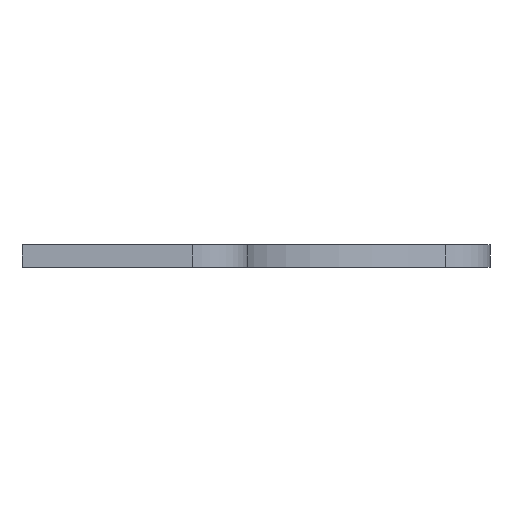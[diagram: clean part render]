
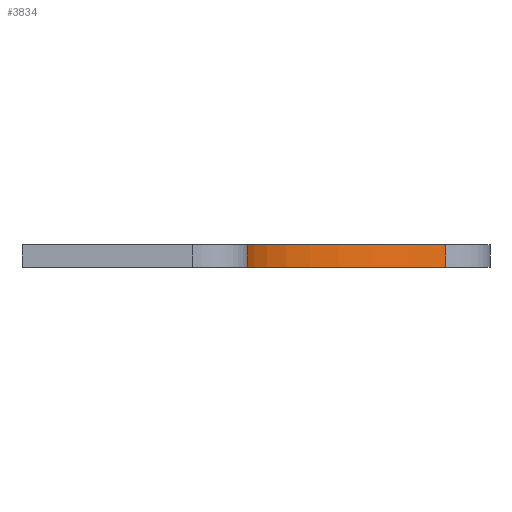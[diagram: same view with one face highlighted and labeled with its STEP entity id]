
A CAD part, front view. The second image highlights one B-rep face of the part: STEP entity #3834.
In plain terms, the highlighted cylindrical face has radius 45.191 mm (diameter 90.381 mm), a partial arc.
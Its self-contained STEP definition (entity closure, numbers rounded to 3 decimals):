
#21 = EDGE_CURVE ( 'NONE', #2102, #1325, #4181, .T. ) ;
#147 = DIRECTION ( 'NONE',  ( 0., 0., 1. ) ) ;
#289 = CARTESIAN_POINT ( 'NONE',  ( 116.981, -89.123, 0. ) ) ;
#475 = VECTOR ( 'NONE', #4294, 1000. ) ;
#518 = DIRECTION ( 'NONE',  ( 1., 0., 0. ) ) ;
#526 = CARTESIAN_POINT ( 'NONE',  ( 80.942, -129.176, 0. ) ) ;
#594 = VECTOR ( 'NONE', #3443, 1000. ) ;
#693 = CARTESIAN_POINT ( 'NONE',  ( 80.942, -129.176, 4. ) ) ;
#987 = EDGE_CURVE ( 'NONE', #2102, #2005, #2071, .T. ) ;
#1325 = VERTEX_POINT ( 'NONE', #289 ) ;
#1396 = CARTESIAN_POINT ( 'NONE',  ( 116.981, -89.123, 4. ) ) ;
#1537 = ORIENTED_EDGE ( 'NONE', *, *, #21, .F. ) ;
#1551 = LINE ( 'NONE', #693, #475 ) ;
#1637 = DIRECTION ( 'NONE',  ( -1., 0., 0. ) ) ;
#1642 = DIRECTION ( 'NONE',  ( 0., 0., 1. ) ) ;
#1643 = CARTESIAN_POINT ( 'NONE',  ( 125.933, -133.418, 4. ) ) ;
#1654 = CYLINDRICAL_SURFACE ( 'NONE', #3725, 45.191 ) ;
#1881 = DIRECTION ( 'NONE',  ( 0., 0., -1. ) ) ;
#1996 = ORIENTED_EDGE ( 'NONE', *, *, #2880, .F. ) ;
#2005 = VERTEX_POINT ( 'NONE', #2743 ) ;
#2040 = AXIS2_PLACEMENT_3D ( 'NONE', #2885, #147, #3334 ) ;
#2071 = CIRCLE ( 'NONE', #4275, 45.191 ) ;
#2102 = VERTEX_POINT ( 'NONE', #1396 ) ;
#2743 = CARTESIAN_POINT ( 'NONE',  ( 80.942, -129.176, 4. ) ) ;
#2859 = ORIENTED_EDGE ( 'NONE', *, *, #3438, .F. ) ;
#2880 = EDGE_CURVE ( 'NONE', #4165, #2005, #1551, .T. ) ;
#2885 = CARTESIAN_POINT ( 'NONE',  ( 125.933, -133.418, 0. ) ) ;
#3084 = CARTESIAN_POINT ( 'NONE',  ( 116.981, -89.123, 4. ) ) ;
#3234 = CARTESIAN_POINT ( 'NONE',  ( 125.933, -133.418, 4. ) ) ;
#3334 = DIRECTION ( 'NONE',  ( -1., 0., 0. ) ) ;
#3438 = EDGE_CURVE ( 'NONE', #1325, #4165, #5307, .T. ) ;
#3443 = DIRECTION ( 'NONE',  ( 0., 0., -1. ) ) ;
#3650 = EDGE_LOOP ( 'NONE', ( #4815, #1996, #2859, #1537 ) ) ;
#3725 = AXIS2_PLACEMENT_3D ( 'NONE', #3234, #1881, #518 ) ;
#3834 = ADVANCED_FACE ( 'NONE', ( #4027 ), #1654, .F. ) ;
#4027 = FACE_OUTER_BOUND ( 'NONE', #3650, .T. ) ;
#4165 = VERTEX_POINT ( 'NONE', #526 ) ;
#4181 = LINE ( 'NONE', #3084, #594 ) ;
#4275 = AXIS2_PLACEMENT_3D ( 'NONE', #1643, #1642, #1637 ) ;
#4294 = DIRECTION ( 'NONE',  ( 0., 0., 1. ) ) ;
#4815 = ORIENTED_EDGE ( 'NONE', *, *, #987, .T. ) ;
#5307 = CIRCLE ( 'NONE', #2040, 45.191 ) ;
